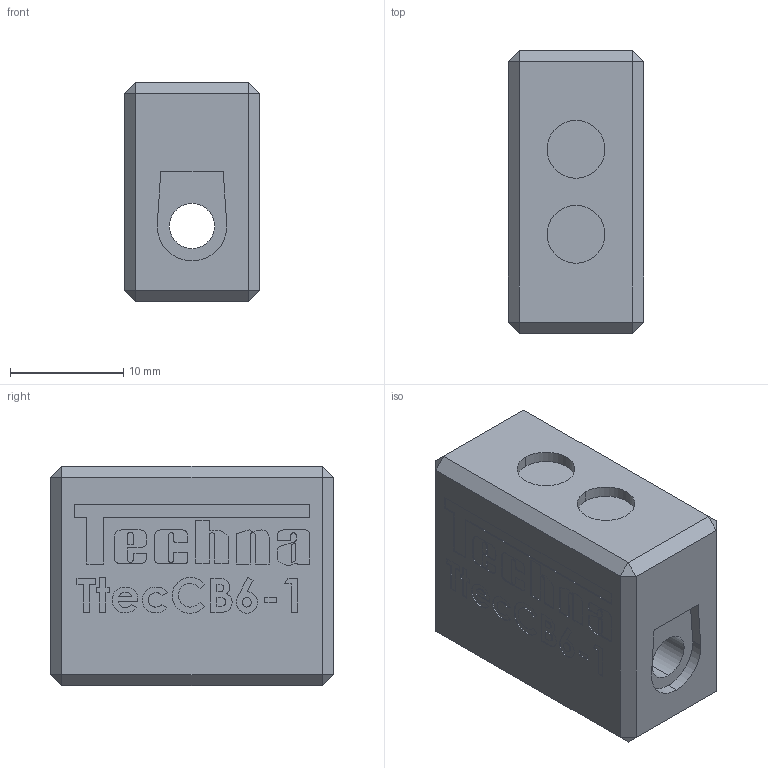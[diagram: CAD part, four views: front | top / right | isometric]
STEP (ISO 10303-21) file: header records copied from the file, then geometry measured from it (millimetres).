
FILE_DESCRIPTION (( 'STEP AP214' ), '1' );
FILE_NAME ('TtecCB6-1.STEP', '2020-06-10T06:33:37', ( '' ), ( '' ), 'SwSTEP 2.0', 'SolidWorks 2020', '' );
FILE_SCHEMA (( 'AUTOMOTIVE_DESIGN' ));
Length unit declared in the file: millimetre
Products named in the file (1): TtecCB6-1
Bounding box: 12 x 25 x 19.4 mm (x, y, z)
Volume: 5280 mm3; surface area: 2292.8 mm2
Topology: 1 solids, 1 shells, 517 faces, 1383 edges, 914 vertices
Faces by surface type: plane 300, cylinder 133, bspline 84
Entity records: 25714 total; most frequent: CARTESIAN_POINT 8019, ORIENTED_EDGE 2766, DIRECTION 2349, EDGE_CURVE 1383, LINE 949, VECTOR 949, VERTEX_POINT 914, AXIS2_PLACEMENT_3D 700
